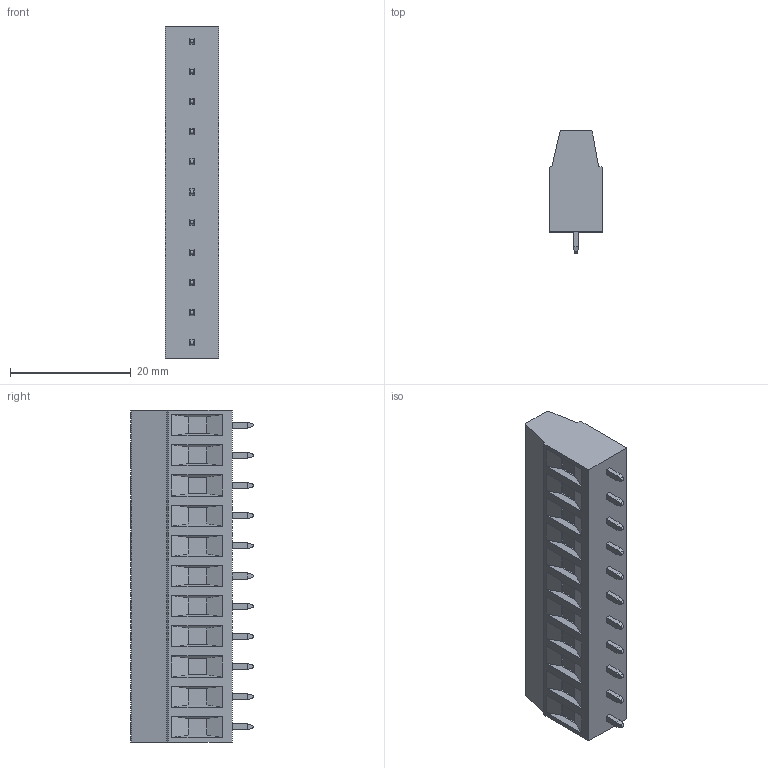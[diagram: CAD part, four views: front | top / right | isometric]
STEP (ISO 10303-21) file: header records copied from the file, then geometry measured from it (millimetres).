
FILE_DESCRIPTION((''),'2;1');
FILE_NAME('PRT0050','2024-11-02T',('yanfa'),(''),'PRO/ENGINEER BY PARAMETRIC TECHNOLOGY CORPORATION, 2009280','PRO/ENGINEER BY PARAMETRIC TECHNOLOGY CORPORATION, 2009280','');
FILE_SCHEMA(('AUTOMOTIVE_DESIGN_CC2 { 1 2 10303 214 -1 1 5 2 }'));
Length unit declared in the file: millimetre
Products named in the file (1): PRT0050
Bounding box: 8.9 x 20.3 x 55 mm (x, y, z)
Volume: 6976.5 mm3; surface area: 3847.8 mm2
Topology: 1 solids, 1 shells, 432 faces, 982 edges, 596 vertices
Faces by surface type: plane 263, cylinder 103, cone 44, torus 22
Entity records: 12152 total; most frequent: CARTESIAN_POINT 2395, DIRECTION 2030, ORIENTED_EDGE 1964, EDGE_CURVE 982, AXIS2_PLACEMENT_3D 682, VECTOR 666, LINE 666, VERTEX_POINT 596
